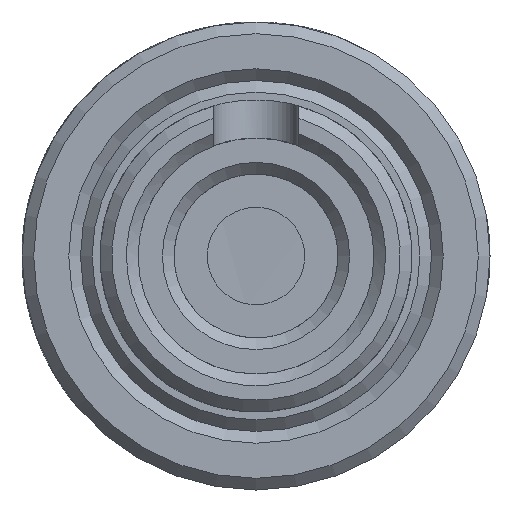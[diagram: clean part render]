
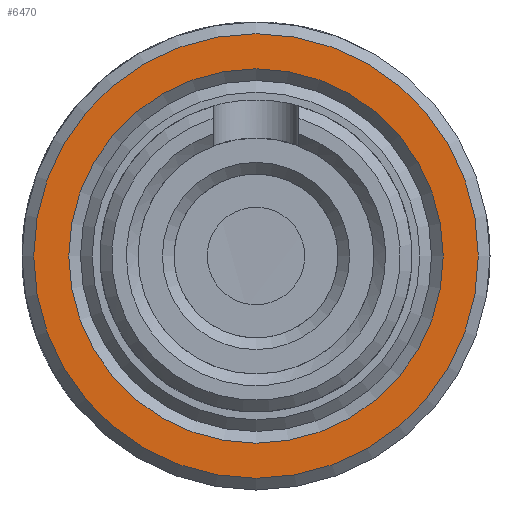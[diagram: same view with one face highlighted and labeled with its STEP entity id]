
A CAD part, left-side view. The second image highlights one B-rep face of the part: STEP entity #6470.
In plain terms, the highlighted planar face has unit normal (-1, 0, 0).
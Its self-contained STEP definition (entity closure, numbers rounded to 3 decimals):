
#207 = DIRECTION ( 'NONE',  ( 0., 0., -1. ) ) ;
#1375 = EDGE_LOOP ( 'NONE', ( #1613 ) ) ;
#1613 = ORIENTED_EDGE ( 'NONE', *, *, #3180, .T. ) ;
#1761 = CARTESIAN_POINT ( 'NONE',  ( -155.127, -22.086, 0. ) ) ;
#2678 = DIRECTION ( 'NONE',  ( 0., 0., -1. ) ) ;
#2740 = FACE_BOUND ( 'NONE', #1375, .T. ) ;
#2982 = AXIS2_PLACEMENT_3D ( 'NONE', #1761, #8205, #2678 ) ;
#3180 = EDGE_CURVE ( 'NONE', #9727, #9727, #9378, .T. ) ;
#3469 = CARTESIAN_POINT ( 'NONE',  ( -155.127, -17.586, 0. ) ) ;
#3976 = AXIS2_PLACEMENT_3D ( 'NONE', #11200, #5685, #207 ) ;
#4409 = PLANE ( 'NONE',  #9758 ) ;
#5329 = DIRECTION ( 'NONE',  ( 0., 0., -1. ) ) ;
#5486 = CIRCLE ( 'NONE', #2982, 5.7 ) ;
#5685 = DIRECTION ( 'NONE',  ( 1., 0., 0. ) ) ;
#6470 = ADVANCED_FACE ( 'NONE', ( #2740, #7650 ), #4409, .F. ) ;
#6555 = EDGE_CURVE ( 'NONE', #6741, #6741, #5486, .T. ) ;
#6741 = VERTEX_POINT ( 'NONE', #10973 ) ;
#7650 = FACE_OUTER_BOUND ( 'NONE', #11918, .T. ) ;
#8205 = DIRECTION ( 'NONE',  ( -1., 0., 0. ) ) ;
#9378 = CIRCLE ( 'NONE', #3976, 4.8 ) ;
#9727 = VERTEX_POINT ( 'NONE', #11882 ) ;
#9758 = AXIS2_PLACEMENT_3D ( 'NONE', #3469, #10847, #5329 ) ;
#10847 = DIRECTION ( 'NONE',  ( 1., 0., 0. ) ) ;
#10874 = ORIENTED_EDGE ( 'NONE', *, *, #6555, .T. ) ;
#10973 = CARTESIAN_POINT ( 'NONE',  ( -155.127, -22.086, -5.7 ) ) ;
#11200 = CARTESIAN_POINT ( 'NONE',  ( -155.127, -22.086, 0. ) ) ;
#11882 = CARTESIAN_POINT ( 'NONE',  ( -155.127, -22.086, -4.8 ) ) ;
#11918 = EDGE_LOOP ( 'NONE', ( #10874 ) ) ;
